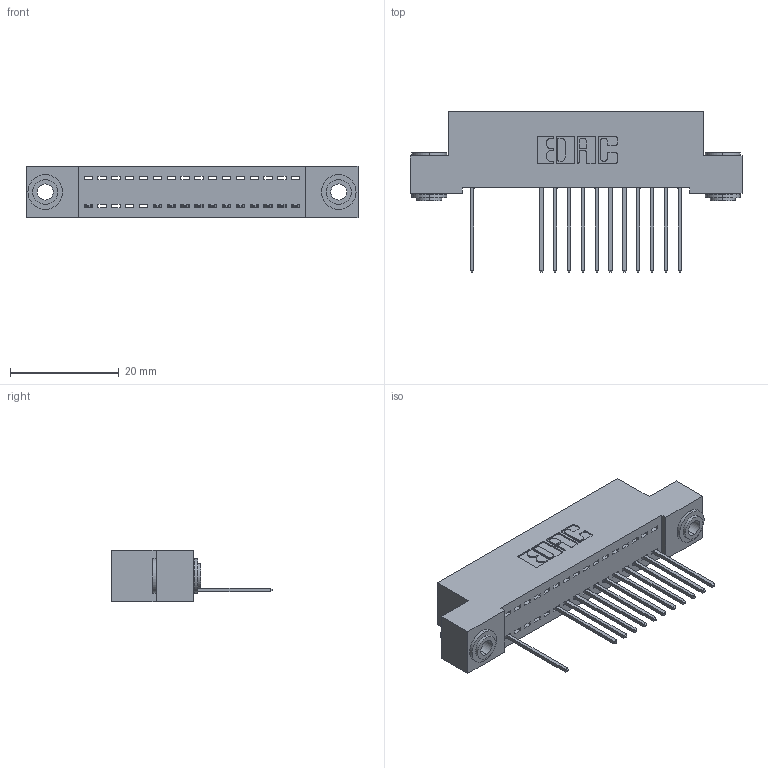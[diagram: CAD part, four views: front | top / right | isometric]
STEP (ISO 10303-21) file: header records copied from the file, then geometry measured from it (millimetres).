
FILE_DESCRIPTION (( 'STEP AP203' ), '1' );
FILE_NAME ('392-016-540-103.STEP', '2018-08-15T01:51:10', ( '' ), ( '' ), 'SwSTEP 2.0', 'SolidWorks 2016', '' );
FILE_SCHEMA (( 'CONFIG_CONTROL_DESIGN' ));
Length unit declared in the file: inch
Products named in the file (4): 342-250-002_345-250-002-102; 392-016-540-103; 342 Part_.156 TH; 345-292-001_345-293-140
Assembly tree (15 placements, depth 2):
  392-016-540-103
    342 Part_.156 TH
    345-292-001_345-293-140  x12
    342-250-002_345-250-002-102  x2
Bounding box: 60.96 x 29.47 x 9.4 mm (x, y, z)
Volume: 5242.5 mm3; surface area: 7314.4 mm2
Topology: 15 solids, 15 shells, 892 faces, 2655 edges, 1750 vertices
Faces by surface type: plane 628, cylinder 256, cone 8
Entity records: 13552 total; most frequent: CARTESIAN_POINT 2337, ORIENTED_EDGE 2286, DIRECTION 2053, EDGE_CURVE 1143, LINE 991, VECTOR 991, VERTEX_POINT 758, AXIS2_PLACEMENT_3D 531
